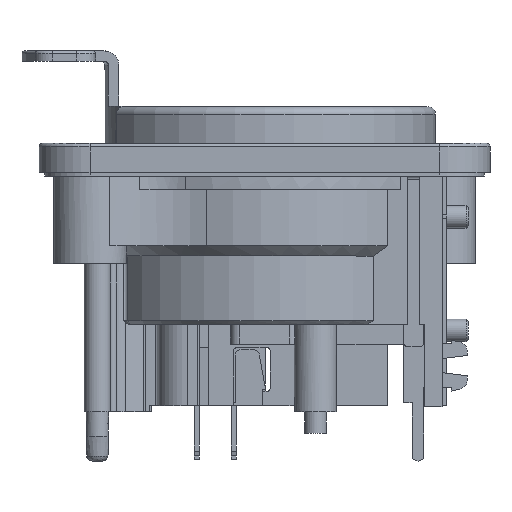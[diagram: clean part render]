
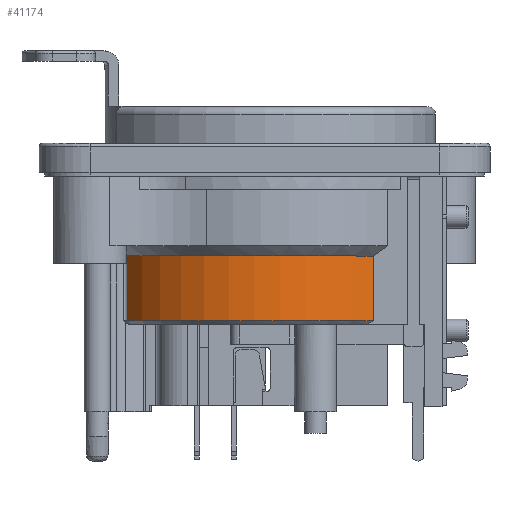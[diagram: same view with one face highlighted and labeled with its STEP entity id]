
A CAD part, left-side view. The second image highlights one B-rep face of the part: STEP entity #41174.
In plain terms, the highlighted cylindrical face has radius 10.9 mm (diameter 21.8 mm), a partial arc.
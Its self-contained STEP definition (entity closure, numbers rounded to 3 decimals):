
#37329=CARTESIAN_POINT('',(-5.456,9.436,-10.2));
#37330=VERTEX_POINT('',#37329);
#37365=CARTESIAN_POINT('',(-7.945,-7.462,-10.2));
#37366=VERTEX_POINT('',#37365);
#37380=CARTESIAN_POINT('',(0.,0.,-10.2));
#37381=DIRECTION('',(0.0,0.0,-1.0));
#37382=DIRECTION('',(-1.0,0.0,0.0));
#37383=AXIS2_PLACEMENT_3D('',#37380,#37381,#37382);
#37384=CIRCLE('',#37383,10.9);
#37385=EDGE_CURVE('',#37366,#37330,#37384,.T.);
#37835=CARTESIAN_POINT('',(-7.945,-7.462,-5.75));
#37836=VERTEX_POINT('',#37835);
#37850=CARTESIAN_POINT('',(-7.945,-7.462,-10.2));
#37851=DIRECTION('',(0.0,0.0,1.0));
#37852=VECTOR('',#37851,4.45);
#37853=LINE('',#37850,#37852);
#37854=EDGE_CURVE('',#37366,#37836,#37853,.T.);
#40259=CARTESIAN_POINT('',(-5.456,9.436,-5.75));
#40260=VERTEX_POINT('',#40259);
#40278=CARTESIAN_POINT('',(0.,0.,-5.75));
#40279=DIRECTION('',(0.0,0.0,-1.0));
#40280=DIRECTION('',(1.0,0.0,0.0));
#40281=AXIS2_PLACEMENT_3D('',#40278,#40279,#40280);
#40282=CIRCLE('',#40281,10.9);
#40283=EDGE_CURVE('',#37836,#40260,#40282,.T.);
#41147=CARTESIAN_POINT('',(-5.456,9.436,-10.2));
#41148=DIRECTION('',(0.0,0.0,1.0));
#41149=VECTOR('',#41148,4.45);
#41150=LINE('',#41147,#41149);
#41151=EDGE_CURVE('',#37330,#40260,#41150,.T.);
#41163=CARTESIAN_POINT('',(0.,0.,0.35));
#41164=DIRECTION('',(0.,0.,-1.0));
#41165=DIRECTION('',(1.0,0.0,0.0));
#41166=AXIS2_PLACEMENT_3D('',#41163,#41164,#41165);
#41167=CYLINDRICAL_SURFACE('',#41166,10.9);
#41168=ORIENTED_EDGE('',*,*,#37385,.F.);
#41169=ORIENTED_EDGE('',*,*,#37854,.T.);
#41170=ORIENTED_EDGE('',*,*,#40283,.T.);
#41171=ORIENTED_EDGE('',*,*,#41151,.F.);
#41172=EDGE_LOOP('',(#41168,#41169,#41170,#41171));
#41173=FACE_OUTER_BOUND('',#41172,.T.);
#41174=ADVANCED_FACE('',(#41173),#41167,.T.);
